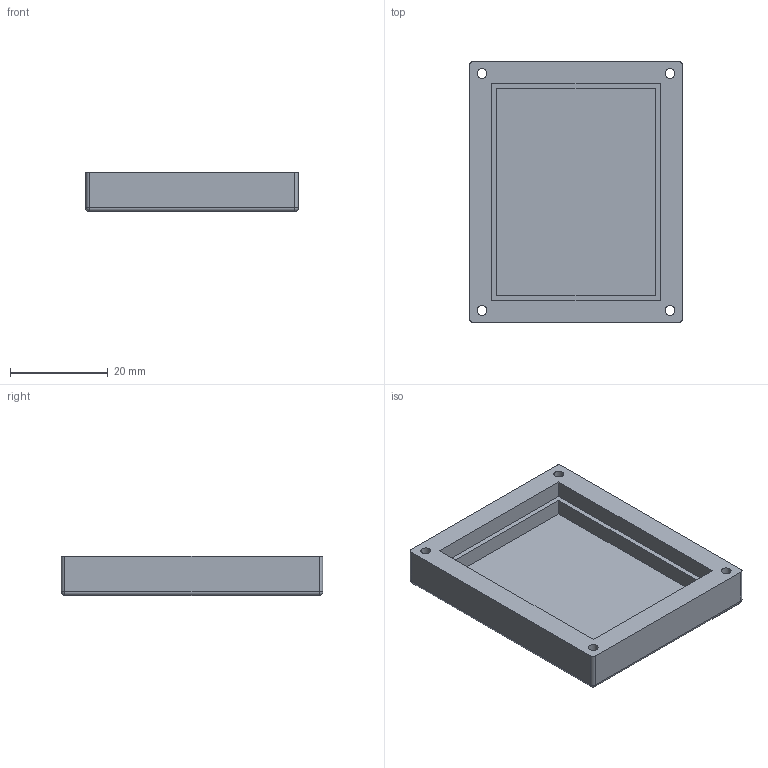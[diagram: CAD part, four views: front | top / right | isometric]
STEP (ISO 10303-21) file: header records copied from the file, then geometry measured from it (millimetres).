
FILE_DESCRIPTION(('FreeCAD Model'),'2;1');
FILE_NAME( 'lower_assy.step', '2020-11-19T16:43:56',('Author'),(''), 'Open CASCADE STEP processor 7.4','FreeCAD','Unknown');
FILE_SCHEMA(('AUTOMOTIVE_DESIGN { 1 0 10303 214 1 1 1 1 }'));
Length unit declared in the file: millimetre
Products named in the file (1): lower_assy_w_fillet
Bounding box: 43.5 x 53.5 x 8 mm (x, y, z)
Volume: 8234.9 mm3; surface area: 7420.3 mm2
Topology: 1 solids, 1 shells, 60 faces, 148 edges, 92 vertices
Faces by surface type: plane 44, cylinder 12, sphere 4
Full cylindrical faces by diameter (mm): 2 x4
Entity records: 3619 total; most frequent: CARTESIAN_POINT 645, DIRECTION 548, LINE 372, VECTOR 372, ORIENTED_EDGE 288, PCURVE 288, DEFINITIONAL_REPRESENTATION 288, EDGE_CURVE 144
